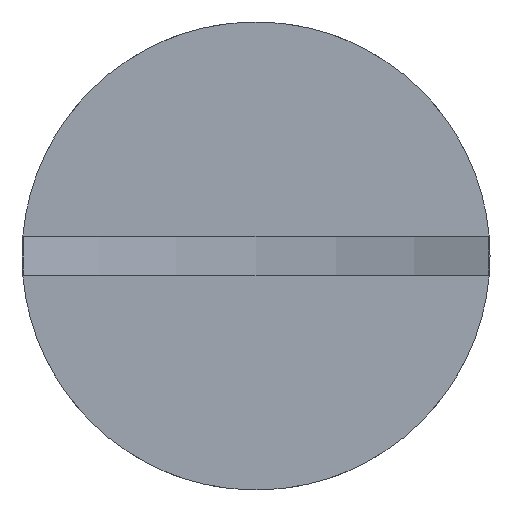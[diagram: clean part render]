
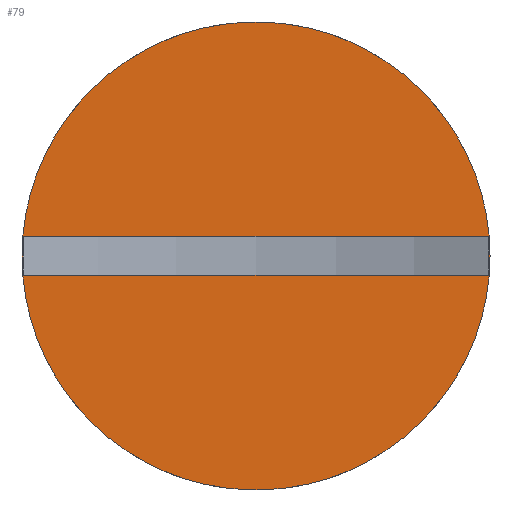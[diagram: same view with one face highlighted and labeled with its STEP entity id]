
A CAD part, top view. The second image highlights one B-rep face of the part: STEP entity #79.
In plain terms, the highlighted planar face has unit normal (0, 0, 1).
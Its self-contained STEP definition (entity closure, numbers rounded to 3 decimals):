
#79 = ADVANCED_FACE( '', ( #95, #96 ), #97, .T. );
#95 = FACE_BOUND( '', #118, .T. );
#96 = FACE_OUTER_BOUND( '', #119, .T. );
#97 = PLANE( '', #120 );
#118 = EDGE_LOOP( '', ( #153, #154, #155, #156 ) );
#119 = EDGE_LOOP( '', ( #157 ) );
#120 = AXIS2_PLACEMENT_3D( '', #158, #159, #160 );
#153 = ORIENTED_EDGE( '', *, *, #188, .T. );
#154 = ORIENTED_EDGE( '', *, *, #185, .T. );
#155 = ORIENTED_EDGE( '', *, *, #184, .F. );
#156 = ORIENTED_EDGE( '', *, *, #187, .F. );
#157 = ORIENTED_EDGE( '', *, *, #189, .T. );
#158 = CARTESIAN_POINT( '', ( 0., 0., 25. ) );
#159 = DIRECTION( '', ( 0., 0., 1. ) );
#160 = DIRECTION( '', ( 1., 0., 0. ) );
#184 = EDGE_CURVE( '', #198, #197, #200, .T. );
#185 = EDGE_CURVE( '', #201, #197, #202, .T. );
#187 = EDGE_CURVE( '', #203, #198, #205, .T. );
#188 = EDGE_CURVE( '', #203, #201, #206, .T. );
#189 = EDGE_CURVE( '', #207, #207, #208, .T. );
#197 = VERTEX_POINT( '', #217 );
#198 = VERTEX_POINT( '', #218 );
#200 = LINE( '', #220, #221 );
#201 = VERTEX_POINT( '', #222 );
#202 = LINE( '', #223, #224 );
#203 = VERTEX_POINT( '', #225 );
#205 = LINE( '', #227, #228 );
#206 = LINE( '', #229, #230 );
#207 = VERTEX_POINT( '', #231 );
#208 = CIRCLE( '', #232, 9. );
#217 = CARTESIAN_POINT( '', ( -8.944, 0.75, 25. ) );
#218 = CARTESIAN_POINT( '', ( 8.944, 0.75, 25. ) );
#220 = CARTESIAN_POINT( '', ( 8.944, 0.75, 25. ) );
#221 = VECTOR( '', #247, 1000. );
#222 = CARTESIAN_POINT( '', ( -8.944, -0.75, 25. ) );
#223 = CARTESIAN_POINT( '', ( -8.944, -0.75, 25. ) );
#224 = VECTOR( '', #248, 1000. );
#225 = CARTESIAN_POINT( '', ( 8.944, -0.75, 25. ) );
#227 = CARTESIAN_POINT( '', ( 8.944, -0.75, 25. ) );
#228 = VECTOR( '', #252, 1000. );
#229 = CARTESIAN_POINT( '', ( 8.944, -0.75, 25. ) );
#230 = VECTOR( '', #253, 1000. );
#231 = CARTESIAN_POINT( '', ( 9., 0., 25. ) );
#232 = AXIS2_PLACEMENT_3D( '', #254, #255, #256 );
#247 = DIRECTION( '', ( -1., 0., 0. ) );
#248 = DIRECTION( '', ( 0., 1., 0. ) );
#252 = DIRECTION( '', ( 0., 1., 0. ) );
#253 = DIRECTION( '', ( -1., 0., 0. ) );
#254 = CARTESIAN_POINT( '', ( 0., 0., 25. ) );
#255 = DIRECTION( '', ( 0., 0., 1. ) );
#256 = DIRECTION( '', ( 1., 0., 0. ) );
